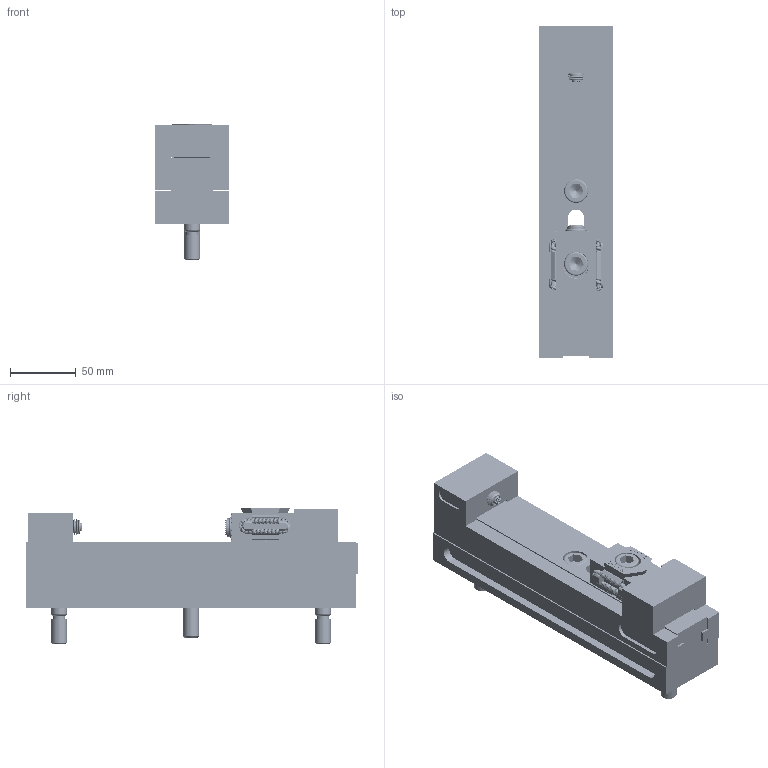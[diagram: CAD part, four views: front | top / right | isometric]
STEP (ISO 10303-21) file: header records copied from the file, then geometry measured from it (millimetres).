
FILE_DESCRIPTION(('STEP AP214'),'1');
FILE_NAME('HALDERV_EH_1586_400.stp','2017-05-08T13:28:06',('TraceParts'),('TraceParts S.A.'),'Spatial InterOp 3D',' ',' ');
FILE_SCHEMA(('automotive_design'));
Length unit declared in the file: millimetre
Products named in the file (22): HALDERV_EH_1586_400_1; HALDERV_EH_1586_400_3; HALDERV_EH_1586_400_5; HALDERV_EH_1586_400_7; HALDERV_EH_1586_400_9; HALDERV_EH_1586_400_10; HALDERV_EH_1586_400_11; HALDERV_EH_1586_400_12; HALDERV_EH_1586_400_13; HALDERV_EH_1586_400_14; HALDERV_EH_1586_400_15; HALDERV_EH_1586_400_16; HALDERV_EH_1586_400_17; HALDERV_EH_1586_400_18; HALDERV_EH_1586_400_19; HALDERV_EH_1586_400_20; HALDERV_EH_1586_400_21; HALDERV_EH_1586_400_22; HALDERV_EH_1586_400_23; HALDERV_EH_1586_400_24; HALDERV_EH_1586_400_25; 1
Bounding box: 56 x 251.49 x 103.69 mm (x, y, z)
Volume: 732739.7 mm3; surface area: 181417.3 mm2
Topology: 21 solids, 29 shells, 4697 faces, 11724 edges, 6921 vertices
Faces by surface type: torus 2216, plane 1916, cylinder 252, cone 182, bspline 126, sphere 5
Entity records: 186145 total; most frequent: CARTESIAN_POINT 31980, DIRECTION 27815, ORIENTED_EDGE 23348, AXIS2_PLACEMENT_3D 12076, EDGE_CURVE 11674, CIRCLE 7371, VERTEX_POINT 6917, EDGE_LOOP 4767
